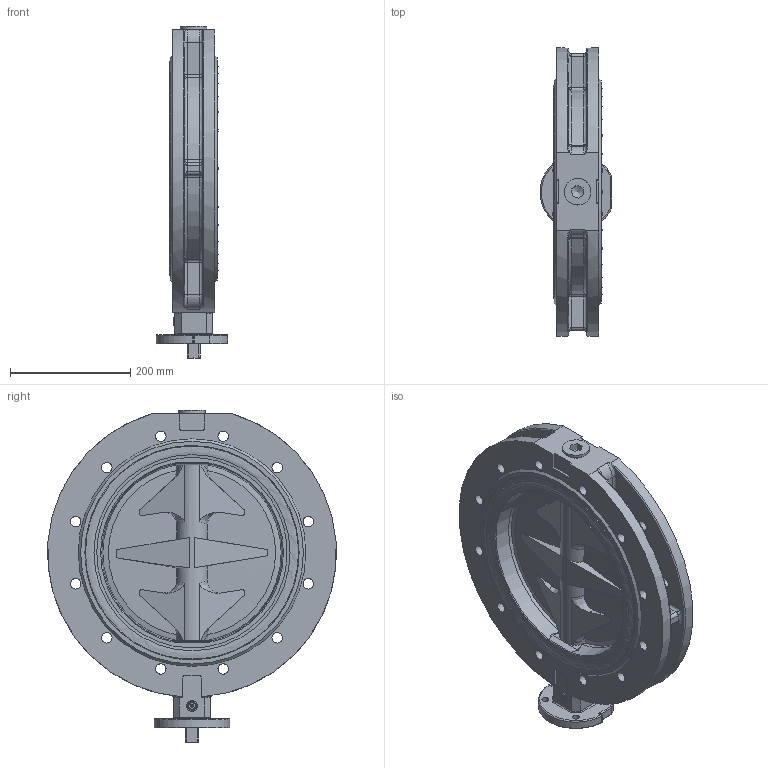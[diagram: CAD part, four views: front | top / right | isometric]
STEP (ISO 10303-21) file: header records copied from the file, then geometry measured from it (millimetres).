
FILE_DESCRIPTION((''),'2;1');
FILE_NAME('F012-K1 DN300.stp','2007-09-27T11:25:10',('hellwig'),(''),'Autodesk Inventor 11','Autodesk Inventor 11','');
FILE_SCHEMA(('AUTOMOTIVE_DESIGN { 1 0 10303 214 1 1 1 1 }'));
Length unit declared in the file: millimetre
Products named in the file (1): Bauteil37
Bounding box: 119.5 x 478.69 x 551.5 mm (x, y, z)
Volume: 7776591.8 mm3; surface area: 966866 mm2
Topology: 19 solids, 19 shells, 1055 faces, 2760 edges, 1756 vertices
Faces by surface type: bspline 391, plane 360, cylinder 213, cone 52, torus 35, sphere 4
Full cylindrical faces by diameter (mm): 2 x2, 20.5 x1, 22 x3, 25.5 x4, 30 x14, 30.1 x3, 30.2 x2, 34.6 x4, 35 x1, 37 x1, 38.3 x1, 43.9 x1, 44 x2, 44.1 x3, 313.3 x2, 346 x1, 346.8 x1, 355.8 x1, 356 x1
Entity records: 42328 total; most frequent: CARTESIAN_POINT 19705, ORIENTED_EDGE 4994, DIRECTION 3789, EDGE_CURVE 2497, VERTEX_POINT 1677, EDGE_LOOP 1348, AXIS2_PLACEMENT_3D 1337, VECTOR 1115
